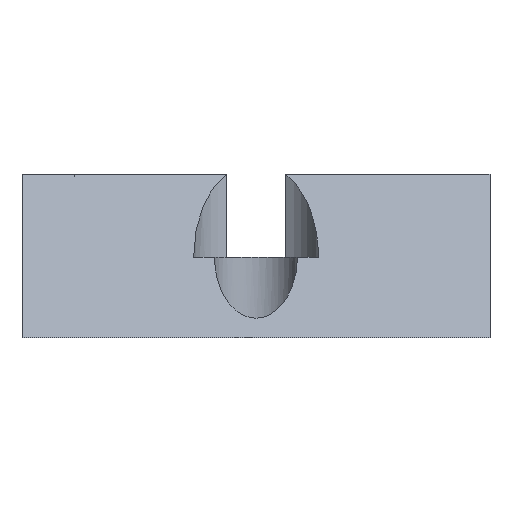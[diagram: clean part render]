
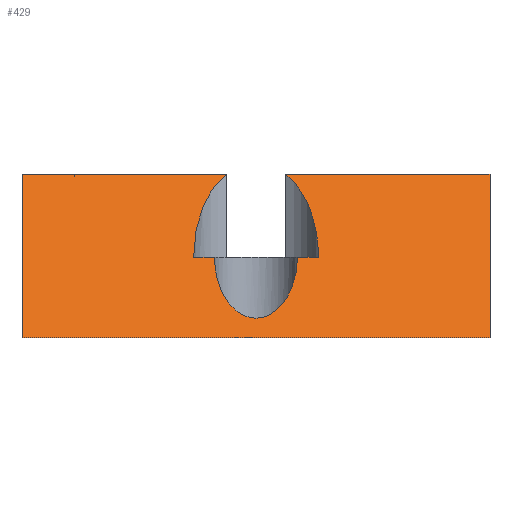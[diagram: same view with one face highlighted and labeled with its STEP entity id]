
A CAD part, front view. The second image highlights one B-rep face of the part: STEP entity #429.
In plain terms, the highlighted planar face has unit normal (0, -0.831, 0.557).
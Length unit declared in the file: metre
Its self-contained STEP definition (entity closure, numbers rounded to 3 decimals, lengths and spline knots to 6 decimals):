
#23=ELLIPSE('',#473,0.006845,0.00381);
#24=ELLIPSE('',#474,0.006845,0.00381);
#25=ELLIPSE('',#475,0.004563,0.00254);
#39=LINE('',#677,#73);
#40=LINE('',#679,#74);
#41=LINE('',#684,#75);
#42=LINE('',#685,#76);
#43=LINE('',#687,#77);
#44=LINE('',#688,#78);
#45=LINE('',#690,#79);
#46=LINE('',#694,#80);
#73=VECTOR('',#540,1.);
#74=VECTOR('',#543,1.);
#75=VECTOR('',#546,1.);
#76=VECTOR('',#547,1.);
#77=VECTOR('',#548,1.);
#78=VECTOR('',#549,1.);
#79=VECTOR('',#550,1.);
#80=VECTOR('',#553,1.);
#116=ORIENTED_EDGE('',*,*,#231,.F.);
#117=ORIENTED_EDGE('',*,*,#232,.T.);
#118=ORIENTED_EDGE('',*,*,#233,.T.);
#119=ORIENTED_EDGE('',*,*,#234,.T.);
#120=ORIENTED_EDGE('',*,*,#235,.T.);
#121=ORIENTED_EDGE('',*,*,#230,.F.);
#122=ORIENTED_EDGE('',*,*,#236,.F.);
#123=ORIENTED_EDGE('',*,*,#237,.T.);
#124=ORIENTED_EDGE('',*,*,#238,.T.);
#125=ORIENTED_EDGE('',*,*,#239,.F.);
#126=ORIENTED_EDGE('',*,*,#240,.T.);
#230=EDGE_CURVE('',#287,#282,#39,.T.);
#231=EDGE_CURVE('',#288,#289,#40,.T.);
#232=EDGE_CURVE('',#288,#290,#23,.T.);
#233=EDGE_CURVE('',#290,#277,#41,.T.);
#234=EDGE_CURVE('',#277,#291,#42,.T.);
#235=EDGE_CURVE('',#291,#282,#43,.T.);
#236=EDGE_CURVE('',#292,#287,#44,.T.);
#237=EDGE_CURVE('',#292,#293,#45,.T.);
#238=EDGE_CURVE('',#293,#294,#24,.T.);
#239=EDGE_CURVE('',#295,#294,#46,.T.);
#240=EDGE_CURVE('',#295,#289,#25,.T.);
#277=VERTEX_POINT('',#654);
#282=VERTEX_POINT('',#666);
#287=VERTEX_POINT('',#676);
#288=VERTEX_POINT('',#680);
#289=VERTEX_POINT('',#681);
#290=VERTEX_POINT('',#683);
#291=VERTEX_POINT('',#686);
#292=VERTEX_POINT('',#689);
#293=VERTEX_POINT('',#691);
#294=VERTEX_POINT('',#693);
#295=VERTEX_POINT('',#695);
#340=EDGE_LOOP('',(#116,#117,#118,#119,#120,#121,#122,#123,#124,#125,#126));
#382=FACE_BOUND('',#340,.T.);
#417=PLANE('',#472);
#429=ADVANCED_FACE('',(#382),#417,.F.);
#472=AXIS2_PLACEMENT_3D('',#678,#541,#542);
#473=AXIS2_PLACEMENT_3D('',#682,#544,#545);
#474=AXIS2_PLACEMENT_3D('',#692,#551,#552);
#475=AXIS2_PLACEMENT_3D('',#696,#554,#555);
#540=DIRECTION('',(-1.,0.,0.));
#541=DIRECTION('',(0.,0.831,-0.557));
#542=DIRECTION('',(0.,0.557,0.831));
#543=DIRECTION('',(1.,0.,0.));
#544=DIRECTION('',(0.,0.831,-0.557));
#545=DIRECTION('',(0.,0.557,0.831));
#546=DIRECTION('',(-1.,0.,0.));
#547=DIRECTION('',(-1.,0.,0.));
#548=DIRECTION('',(0.,-0.557,-0.831));
#549=DIRECTION('',(0.,-0.557,-0.831));
#550=DIRECTION('',(-1.,0.,0.));
#551=DIRECTION('',(0.,0.831,-0.557));
#552=DIRECTION('',(0.,0.557,0.831));
#553=DIRECTION('',(1.,0.,0.));
#554=DIRECTION('',(0.,0.831,-0.557));
#555=DIRECTION('',(0.,0.557,0.831));
#654=CARTESIAN_POINT('',(-0.031242,0.042501,0.0575));
#666=CARTESIAN_POINT('',(-0.034417,0.035801,0.0475));
#676=CARTESIAN_POINT('',(-0.005842,0.035801,0.0475));
#677=CARTESIAN_POINT('',(-0.031242,0.035801,0.0475));
#678=CARTESIAN_POINT('',(-0.031242,0.039151,0.0525));
#679=CARTESIAN_POINT('',(-0.031242,0.039097,0.05242));
#680=CARTESIAN_POINT('',(-0.023939,0.039097,0.05242));
#681=CARTESIAN_POINT('',(-0.022669,0.039097,0.05242));
#682=CARTESIAN_POINT('',(-0.02013,0.039151,0.0525));
#683=CARTESIAN_POINT('',(-0.021944,0.042501,0.0575));
#684=CARTESIAN_POINT('',(-0.005842,0.042501,0.0575));
#685=CARTESIAN_POINT('',(-0.031242,0.042501,0.0575));
#686=CARTESIAN_POINT('',(-0.034417,0.042501,0.0575));
#687=CARTESIAN_POINT('',(-0.034417,0.039151,0.0525));
#688=CARTESIAN_POINT('',(-0.005842,0.039151,0.0525));
#689=CARTESIAN_POINT('',(-0.005842,0.042501,0.0575));
#690=CARTESIAN_POINT('',(-0.005842,0.042501,0.0575));
#691=CARTESIAN_POINT('',(-0.018315,0.042501,0.0575));
#692=CARTESIAN_POINT('',(-0.02013,0.039151,0.0525));
#693=CARTESIAN_POINT('',(-0.01632,0.039097,0.05242));
#694=CARTESIAN_POINT('',(-0.031242,0.039097,0.05242));
#695=CARTESIAN_POINT('',(-0.01759,0.039097,0.05242));
#696=CARTESIAN_POINT('',(-0.02013,0.039151,0.0525));
